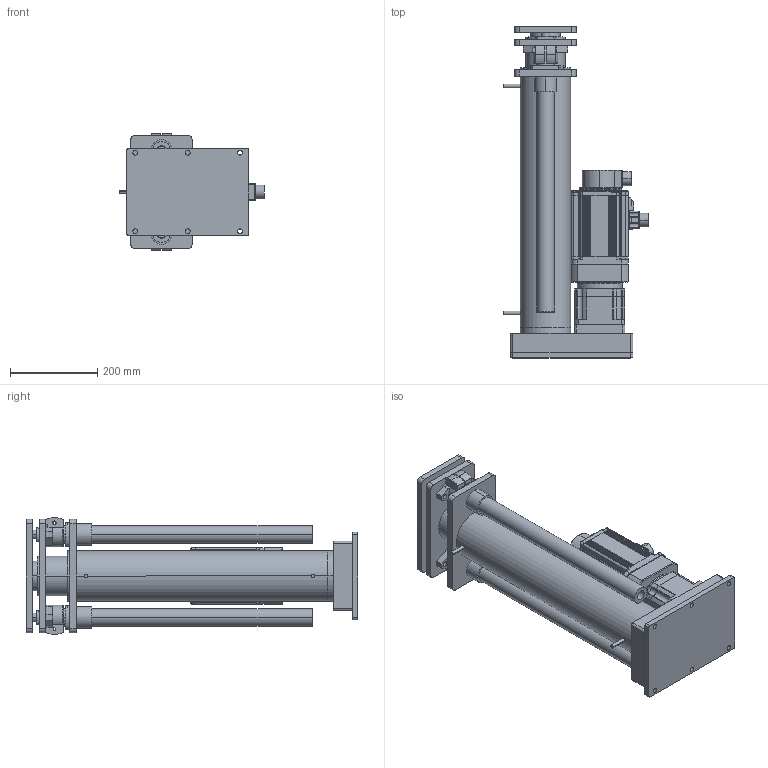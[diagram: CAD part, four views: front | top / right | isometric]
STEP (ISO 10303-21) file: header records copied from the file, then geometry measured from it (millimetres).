
FILE_DESCRIPTION (( 'STEP AP203' ), '1' );
FILE_NAME ('RLD115-10DZ-11KN-R900-S2-100mm-s.STEP', '2025-02-07T01:31:19', ( '微软用户' ), ( '微软中国' ), 'SwSTEP 2.0', 'SolidWorks 2022', '' );
FILE_SCHEMA (( 'CONFIG_CONTROL_DESIGN' ));
Length unit declared in the file: millimetre
Products named in the file (14): ECMA-EX1320FS; RLD115-10DZ-11KN-R900-S2-100mm-s; 复件 SHHSA-40_base^RLD115-10DZ-11KN-R900-S2-100mm-s; 复件 240219-TY-115多节缸箱体盖板^RLD115-10DZ-11KN-R900-S2-100mm-s; 复件 240219-TY-20导柱^RLD115-10DZ-11KN-R900-S2-100mm-s; 复件 240219-TY-铜套内孔D40-60^RLD115-10DZ-11KN-R900-S2-100mm-s; 复件 240219-TY-40导柱^RLD115-10DZ-11KN-R900-S2-100mm-s; PGH115-L1-24-110-145-M8-A32; 复件 240219-TY-115多节缸轴承座^RLD115-10DZ-11KN-R900-S2-100mm-s; 零件4^RLD115-10DZ-11KN-R900-S2-100mm-s; 复件 240219-TY-铜套内孔D20-40^RLD115-10DZ-11KN-R900-S2-100mm-s; 复件 240219-TY-115多节缸第三节管^RLD115-10DZ-11KN-R900-S2-100mm-s; 复件 240219-TY-115多节缸第二节管^RLD115-10DZ-11KN-R900-S2-100mm-s; 复件 240219-TY-115多节缸第一节管^RLD115-10DZ-11KN-R900-S2-100mm-s
Assembly tree (18 placements, depth 2):
  RLD115-10DZ-11KN-R900-S2-100mm-s
    复件 240219-TY-115多节缸箱体盖板^RLD115-10DZ-11KN-R900-S2-100mm-s
    复件 240219-TY-115多节缸轴承座^RLD115-10DZ-11KN-R900-S2-100mm-s
    复件 240219-TY-115多节缸第二节管^RLD115-10DZ-11KN-R900-S2-100mm-s
    复件 240219-TY-115多节缸第三节管^RLD115-10DZ-11KN-R900-S2-100mm-s
    复件 240219-TY-115多节缸第一节管^RLD115-10DZ-11KN-R900-S2-100mm-s
    复件 240219-TY-20导柱^RLD115-10DZ-11KN-R900-S2-100mm-s  x2
    复件 240219-TY-40导柱^RLD115-10DZ-11KN-R900-S2-100mm-s  x2
    复件 240219-TY-铜套内孔D20-40^RLD115-10DZ-11KN-R900-S2-100mm-s  x2
    复件 240219-TY-铜套内孔D40-60^RLD115-10DZ-11KN-R900-S2-100mm-s  x2
    复件 SHHSA-40_base^RLD115-10DZ-11KN-R900-S2-100mm-s  x2
    PGH115-L1-24-110-145-M8-A32
    ECMA-EX1320FS
    零件4^RLD115-10DZ-11KN-R900-S2-100mm-s
Bounding box: 330.84 x 760 x 268 mm (x, y, z)
Volume: 12899186.3 mm3; surface area: 2293073.3 mm2
Topology: 42 solids, 42 shells, 1589 faces, 3813 edges, 2374 vertices
Faces by surface type: cylinder 691, plane 624, cone 172, torus 70, sphere 20, bspline 12
Entity records: 50316 total; most frequent: CARTESIAN_POINT 14205, DIRECTION 7537, ORIENTED_EDGE 6962, EDGE_CURVE 3481, AXIS2_PLACEMENT_3D 2896, VERTEX_POINT 2171, VECTOR 1745, LINE 1745
